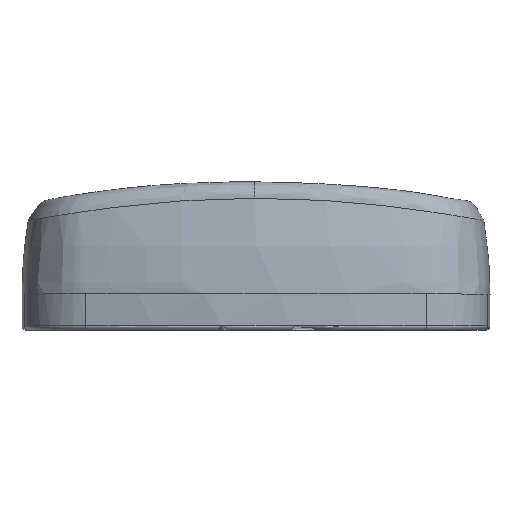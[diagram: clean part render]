
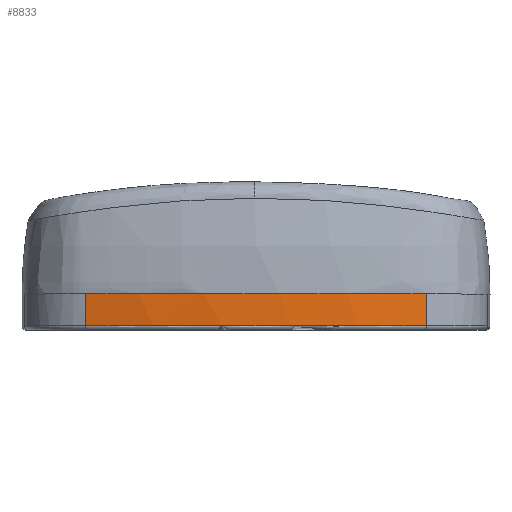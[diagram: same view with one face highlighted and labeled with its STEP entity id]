
A CAD part, front view. The second image highlights one B-rep face of the part: STEP entity #8833.
In plain terms, the highlighted cylindrical face has radius 80.7 mm (diameter 161.4 mm), a partial arc.
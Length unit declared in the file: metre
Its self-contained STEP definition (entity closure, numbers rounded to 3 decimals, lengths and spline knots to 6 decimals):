
#1474=CARTESIAN_POINT('',(0.,0.06525,-0.0037));
#1475=DIRECTION('',(0.,0.,-1.));
#1476=DIRECTION('',(0.245,-0.969,0.));
#1477=AXIS2_PLACEMENT_3D('',#1474,#1475,#1476);
#2102=DIRECTION('',(0.,0.,-1.));
#2103=VECTOR('',#2102,0.003728);
#2104=CARTESIAN_POINT('',(0.019793,-0.012985,
0.000028));
#2105=LINE('',#2104,#2103);
#2109=DIRECTION('',(0.001,0.,-1.));
#2110=VECTOR('',#2109,0.003731);
#2111=CARTESIAN_POINT('',(-0.019794,-0.012985,
0.000031));
#2112=LINE('',#2111,#2110);
#2358=CARTESIAN_POINT('',(0.019793,-0.012985,
0.000028));
#2359=CARTESIAN_POINT('',(0.019091,-0.013163,
0.000028));
#2360=CARTESIAN_POINT('',(0.017616,-0.013516,
0.000026));
#2361=CARTESIAN_POINT('',(0.015194,-0.014021,
0.000023));
#2362=CARTESIAN_POINT('',(0.012527,-0.014489,
0.000019));
#2363=CARTESIAN_POINT('',(0.009592,-0.014898,
0.000017));
#2364=CARTESIAN_POINT('',(0.006356,-0.015223,
0.000017));
#2365=CARTESIAN_POINT('',(0.002789,-0.01543,
0.000017));
#2366=CARTESIAN_POINT('',(-0.001148,-0.015478,
0.000017));
#2367=CARTESIAN_POINT('',(-0.005523,-0.015301,
0.000016));
#2368=CARTESIAN_POINT('',(-0.009791,-0.014889,
0.000016));
#2369=CARTESIAN_POINT('',(-0.013592,-0.014324,
0.000018));
#2370=CARTESIAN_POINT('',(-0.016868,-0.013689,
0.000023));
#2371=CARTESIAN_POINT('',(-0.018859,-0.013221,
0.000028));
#2372=CARTESIAN_POINT('',(-0.019794,-0.012985,
0.000031));
#3394=CARTESIAN_POINT('',(-0.019792,-0.012985,-0.0037));
#3395=VERTEX_POINT('',#3394);
#3396=CARTESIAN_POINT('',(0.019792,-0.012985,-0.0037));
#3397=VERTEX_POINT('',#3396);
#3469=CARTESIAN_POINT('',(-0.019794,-0.012985,
0.000031));
#3470=VERTEX_POINT('',#3469);
#3529=VERTEX_POINT('',#2358);
#8820=CARTESIAN_POINT('',(0.,0.06525,-0.003));
#8821=DIRECTION('',(0.,0.,1.));
#8822=DIRECTION('',(1.,0.,0.));
#8823=AXIS2_PLACEMENT_3D('',#8820,#8821,#8822);
#8824=CYLINDRICAL_SURFACE('',#8823,0.0807);
#8825=ORIENTED_EDGE('',*,*,#8354,.F.);
#8827=ORIENTED_EDGE('',*,*,#8826,.F.);
#8829=ORIENTED_EDGE('',*,*,#8828,.T.);
#8830=ORIENTED_EDGE('',*,*,#8804,.T.);
#8831=EDGE_LOOP('',(#8825,#8827,#8829,#8830));
#8832=FACE_OUTER_BOUND('',#8831,.F.);
#1478=CIRCLE('',#1477,0.0807);
#2373=B_SPLINE_CURVE_WITH_KNOTS('',3,(#2358,#2359,#2360,#2361,#2362,#2363,#2364,
#2365,#2366,#2367,#2368,#2369,#2370,#2371,#2372),.UNSPECIFIED.,.F.,.F.,(4,1,1,1,
1,1,1,1,1,1,1,1,4),(0.,0.083333,0.166667,0.25,
0.333333,0.416667,0.5,0.583333,0.666667,
0.75,0.833333,0.916667,1.),.UNSPECIFIED.);
#8354=EDGE_CURVE('',#3397,#3395,#1478,.T.);
#8804=EDGE_CURVE('',#3470,#3395,#2112,.T.);
#8826=EDGE_CURVE('',#3529,#3397,#2105,.T.);
#8828=EDGE_CURVE('',#3529,#3470,#2373,.T.);
#8833=ADVANCED_FACE('',(#8832),#8824,.F.);
